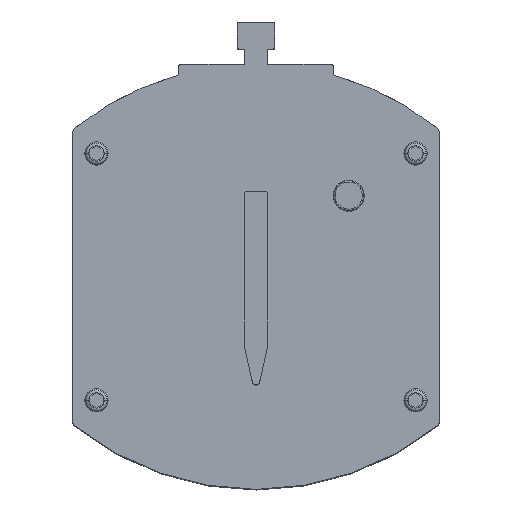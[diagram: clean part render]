
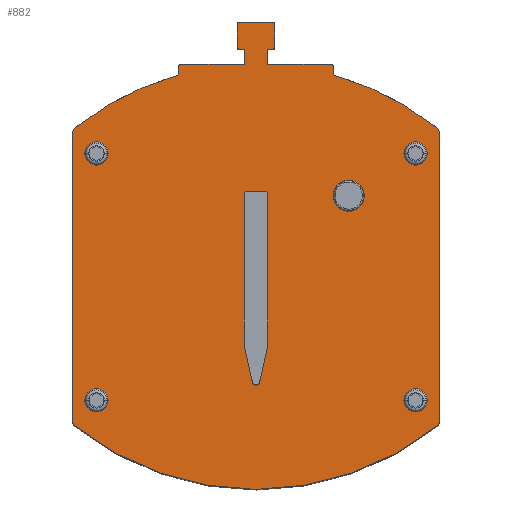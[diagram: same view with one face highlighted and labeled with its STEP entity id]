
A CAD part, top view. The second image highlights one B-rep face of the part: STEP entity #882.
In plain terms, the highlighted planar face has unit normal (0, 0, 1).
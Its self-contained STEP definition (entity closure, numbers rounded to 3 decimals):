
#139=CARTESIAN_POINT('',(2.,92.085,2.));
#140=DIRECTION('',(0.,0.,1.));
#141=DIRECTION('',(-0.623,0.782,0.));
#142=AXIS2_PLACEMENT_3D('',#139,#140,#141);
#147=CARTESIAN_POINT('',(47.5,35.,2.));
#148=DIRECTION('',(0.,0.,1.));
#149=DIRECTION('',(-0.267,0.964,0.));
#150=AXIS2_PLACEMENT_3D('',#147,#148,#149);
#155=DIRECTION('',(0.,-1.,0.));
#156=VECTOR('',#155,2.216);
#157=CARTESIAN_POINT('',(27.5,109.5,2.));
#158=LINE('',#157,#156);
#162=CARTESIAN_POINT('',(28.,109.5,2.));
#163=DIRECTION('',(0.,0.,1.));
#164=DIRECTION('',(0.,1.,0.));
#165=AXIS2_PLACEMENT_3D('',#162,#163,#164);
#170=DIRECTION('',(-1.,0.,0.));
#171=VECTOR('',#170,16.5);
#172=CARTESIAN_POINT('',(44.5,110.,2.));
#173=LINE('',#172,#171);
#177=DIRECTION('',(0.,-1.,0.));
#178=VECTOR('',#177,4.);
#179=CARTESIAN_POINT('',(44.5,114.,2.));
#180=LINE('',#179,#178);
#184=DIRECTION('',(1.,0.,0.));
#185=VECTOR('',#184,1.4);
#186=CARTESIAN_POINT('',(43.1,114.,2.));
#187=LINE('',#186,#185);
#191=CARTESIAN_POINT('',(43.1,114.5,2.));
#192=DIRECTION('',(0.,0.,1.));
#193=DIRECTION('',(-1.,0.,0.));
#194=AXIS2_PLACEMENT_3D('',#191,#192,#193);
#199=DIRECTION('',(0.,-1.,0.));
#200=VECTOR('',#199,6.);
#201=CARTESIAN_POINT('',(42.6,120.5,2.));
#202=LINE('',#201,#200);
#206=CARTESIAN_POINT('',(43.1,120.5,2.));
#207=DIRECTION('',(0.,0.,1.));
#208=DIRECTION('',(0.,1.,0.));
#209=AXIS2_PLACEMENT_3D('',#206,#207,#208);
#214=DIRECTION('',(-1.,0.,0.));
#215=VECTOR('',#214,8.8);
#216=CARTESIAN_POINT('',(51.9,121.,2.));
#217=LINE('',#216,#215);
#221=CARTESIAN_POINT('',(51.9,120.5,2.));
#222=DIRECTION('',(0.,0.,1.));
#223=DIRECTION('',(1.,0.,0.));
#224=AXIS2_PLACEMENT_3D('',#221,#222,#223);
#229=DIRECTION('',(0.,1.,0.));
#230=VECTOR('',#229,6.);
#231=CARTESIAN_POINT('',(52.4,114.5,2.));
#232=LINE('',#231,#230);
#236=CARTESIAN_POINT('',(51.9,114.5,2.));
#237=DIRECTION('',(0.,0.,1.));
#238=DIRECTION('',(0.,-1.,0.));
#239=AXIS2_PLACEMENT_3D('',#236,#237,#238);
#244=DIRECTION('',(1.,0.,0.));
#245=VECTOR('',#244,1.4);
#246=CARTESIAN_POINT('',(50.5,114.,2.));
#247=LINE('',#246,#245);
#251=DIRECTION('',(0.,1.,0.));
#252=VECTOR('',#251,4.);
#253=CARTESIAN_POINT('',(50.5,110.,2.));
#254=LINE('',#253,#252);
#258=DIRECTION('',(-1.,0.,0.));
#259=VECTOR('',#258,16.5);
#260=CARTESIAN_POINT('',(67.,110.,2.));
#261=LINE('',#260,#259);
#265=CARTESIAN_POINT('',(67.,109.5,2.));
#266=DIRECTION('',(0.,0.,1.));
#267=DIRECTION('',(1.,0.,0.));
#268=AXIS2_PLACEMENT_3D('',#265,#266,#267);
#273=DIRECTION('',(0.,1.,0.));
#274=VECTOR('',#273,2.216);
#275=CARTESIAN_POINT('',(67.5,107.284,2.));
#276=LINE('',#275,#274);
#280=CARTESIAN_POINT('',(47.5,35.,2.));
#281=DIRECTION('',(0.,0.,1.));
#282=DIRECTION('',(0.623,0.782,0.));
#283=AXIS2_PLACEMENT_3D('',#280,#281,#282);
#288=CARTESIAN_POINT('',(93.,92.085,2.));
#289=DIRECTION('',(0.,0.,1.));
#290=DIRECTION('',(1.,0.,0.));
#291=AXIS2_PLACEMENT_3D('',#288,#289,#290);
#296=DIRECTION('',(0.,1.,0.));
#297=VECTOR('',#296,74.171);
#298=CARTESIAN_POINT('',(95.,17.915,2.));
#299=LINE('',#298,#297);
#303=CARTESIAN_POINT('',(93.,17.915,2.));
#304=DIRECTION('',(0.,0.,1.));
#305=DIRECTION('',(0.623,-0.782,0.));
#306=AXIS2_PLACEMENT_3D('',#303,#304,#305);
#311=CARTESIAN_POINT('',(47.5,75.,2.));
#312=DIRECTION('',(0.,0.,1.));
#313=DIRECTION('',(-0.623,-0.782,0.));
#314=AXIS2_PLACEMENT_3D('',#311,#312,#313);
#319=CARTESIAN_POINT('',(2.,17.915,2.));
#320=DIRECTION('',(0.,0.,1.));
#321=DIRECTION('',(-1.,0.,0.));
#322=AXIS2_PLACEMENT_3D('',#319,#320,#321);
#327=DIRECTION('',(0.,-1.,0.));
#328=VECTOR('',#327,74.171);
#329=CARTESIAN_POINT('',(0.,92.085,2.));
#330=LINE('',#329,#328);
#704=CARTESIAN_POINT('',(0.753,93.649,2.));
#705=CARTESIAN_POINT('',(0.,92.085,2.));
#706=VERTEX_POINT('',#704);
#707=VERTEX_POINT('',#705);
#714=CARTESIAN_POINT('',(0.,17.915,2.));
#715=VERTEX_POINT('',#714);
#762=CARTESIAN_POINT('',(0.753,16.351,2.));
#763=VERTEX_POINT('',#762);
#764=CARTESIAN_POINT('',(94.247,16.351,2.));
#765=VERTEX_POINT('',#764);
#766=CARTESIAN_POINT('',(95.,17.915,2.));
#767=VERTEX_POINT('',#766);
#768=CARTESIAN_POINT('',(95.,92.085,2.));
#769=VERTEX_POINT('',#768);
#770=CARTESIAN_POINT('',(94.247,93.649,2.));
#771=VERTEX_POINT('',#770);
#772=CARTESIAN_POINT('',(67.5,107.284,2.));
#773=VERTEX_POINT('',#772);
#774=CARTESIAN_POINT('',(67.5,109.5,2.));
#775=CARTESIAN_POINT('',(67.,110.,2.));
#776=VERTEX_POINT('',#774);
#777=VERTEX_POINT('',#775);
#778=CARTESIAN_POINT('',(50.5,110.,2.));
#779=VERTEX_POINT('',#778);
#780=CARTESIAN_POINT('',(28.,110.,2.));
#781=CARTESIAN_POINT('',(27.5,109.5,2.));
#782=VERTEX_POINT('',#780);
#783=VERTEX_POINT('',#781);
#784=CARTESIAN_POINT('',(27.5,107.284,2.));
#785=VERTEX_POINT('',#784);
#786=CARTESIAN_POINT('',(42.6,114.5,2.));
#787=CARTESIAN_POINT('',(43.1,114.,2.));
#788=VERTEX_POINT('',#786);
#789=VERTEX_POINT('',#787);
#790=CARTESIAN_POINT('',(44.5,114.,2.));
#791=VERTEX_POINT('',#790);
#792=CARTESIAN_POINT('',(51.9,114.,2.));
#793=CARTESIAN_POINT('',(52.4,114.5,2.));
#794=VERTEX_POINT('',#792);
#795=VERTEX_POINT('',#793);
#796=CARTESIAN_POINT('',(52.4,120.5,2.));
#797=VERTEX_POINT('',#796);
#798=CARTESIAN_POINT('',(43.1,121.,2.));
#799=CARTESIAN_POINT('',(42.6,120.5,2.));
#800=VERTEX_POINT('',#798);
#801=VERTEX_POINT('',#799);
#802=CARTESIAN_POINT('',(51.9,121.,2.));
#803=VERTEX_POINT('',#802);
#804=CARTESIAN_POINT('',(44.5,110.,2.));
#805=VERTEX_POINT('',#804);
#806=CARTESIAN_POINT('',(50.5,114.,2.));
#807=VERTEX_POINT('',#806);
#824=CARTESIAN_POINT('',(47.5,103.61,2.));
#825=DIRECTION('',(0.,0.,1.));
#826=DIRECTION('',(1.,0.,0.));
#827=AXIS2_PLACEMENT_3D('',#824,#825,#826);
#828=PLANE('',#827);
#829=ORIENTED_EDGE('',*,*,#813,.F.);
#831=ORIENTED_EDGE('',*,*,#830,.F.);
#833=ORIENTED_EDGE('',*,*,#832,.F.);
#835=ORIENTED_EDGE('',*,*,#834,.F.);
#837=ORIENTED_EDGE('',*,*,#836,.F.);
#839=ORIENTED_EDGE('',*,*,#838,.F.);
#841=ORIENTED_EDGE('',*,*,#840,.F.);
#843=ORIENTED_EDGE('',*,*,#842,.F.);
#845=ORIENTED_EDGE('',*,*,#844,.F.);
#847=ORIENTED_EDGE('',*,*,#846,.F.);
#849=ORIENTED_EDGE('',*,*,#848,.F.);
#851=ORIENTED_EDGE('',*,*,#850,.F.);
#853=ORIENTED_EDGE('',*,*,#852,.F.);
#855=ORIENTED_EDGE('',*,*,#854,.F.);
#857=ORIENTED_EDGE('',*,*,#856,.F.);
#859=ORIENTED_EDGE('',*,*,#858,.F.);
#861=ORIENTED_EDGE('',*,*,#860,.F.);
#863=ORIENTED_EDGE('',*,*,#862,.F.);
#865=ORIENTED_EDGE('',*,*,#864,.F.);
#867=ORIENTED_EDGE('',*,*,#866,.F.);
#869=ORIENTED_EDGE('',*,*,#868,.F.);
#871=ORIENTED_EDGE('',*,*,#870,.F.);
#873=ORIENTED_EDGE('',*,*,#872,.F.);
#875=ORIENTED_EDGE('',*,*,#874,.F.);
#877=ORIENTED_EDGE('',*,*,#876,.F.);
#879=ORIENTED_EDGE('',*,*,#878,.F.);
#880=EDGE_LOOP('',(#829,#831,#833,#835,#837,#839,#841,#843,#845,#847,#849,#851,
#853,#855,#857,#859,#861,#863,#865,#867,#869,#871,#873,#875,#877,#879));
#881=FACE_OUTER_BOUND('',#880,.F.);
#143=CIRCLE('',#142,2.);
#151=CIRCLE('',#150,75.);
#166=CIRCLE('',#165,0.5);
#195=CIRCLE('',#194,0.5);
#210=CIRCLE('',#209,0.5);
#225=CIRCLE('',#224,0.5);
#240=CIRCLE('',#239,0.5);
#269=CIRCLE('',#268,0.5);
#284=CIRCLE('',#283,75.);
#292=CIRCLE('',#291,2.);
#307=CIRCLE('',#306,2.);
#315=CIRCLE('',#314,75.);
#323=CIRCLE('',#322,2.);
#813=EDGE_CURVE('',#706,#707,#143,.T.);
#830=EDGE_CURVE('',#785,#706,#151,.T.);
#832=EDGE_CURVE('',#783,#785,#158,.T.);
#834=EDGE_CURVE('',#782,#783,#166,.T.);
#836=EDGE_CURVE('',#805,#782,#173,.T.);
#838=EDGE_CURVE('',#791,#805,#180,.T.);
#840=EDGE_CURVE('',#789,#791,#187,.T.);
#842=EDGE_CURVE('',#788,#789,#195,.T.);
#844=EDGE_CURVE('',#801,#788,#202,.T.);
#846=EDGE_CURVE('',#800,#801,#210,.T.);
#848=EDGE_CURVE('',#803,#800,#217,.T.);
#850=EDGE_CURVE('',#797,#803,#225,.T.);
#852=EDGE_CURVE('',#795,#797,#232,.T.);
#854=EDGE_CURVE('',#794,#795,#240,.T.);
#856=EDGE_CURVE('',#807,#794,#247,.T.);
#858=EDGE_CURVE('',#779,#807,#254,.T.);
#860=EDGE_CURVE('',#777,#779,#261,.T.);
#862=EDGE_CURVE('',#776,#777,#269,.T.);
#864=EDGE_CURVE('',#773,#776,#276,.T.);
#866=EDGE_CURVE('',#771,#773,#284,.T.);
#868=EDGE_CURVE('',#769,#771,#292,.T.);
#870=EDGE_CURVE('',#767,#769,#299,.T.);
#872=EDGE_CURVE('',#765,#767,#307,.T.);
#874=EDGE_CURVE('',#763,#765,#315,.T.);
#876=EDGE_CURVE('',#715,#763,#323,.T.);
#878=EDGE_CURVE('',#707,#715,#330,.T.);
#882=ADVANCED_FACE('',(#881),#828,.T.);
